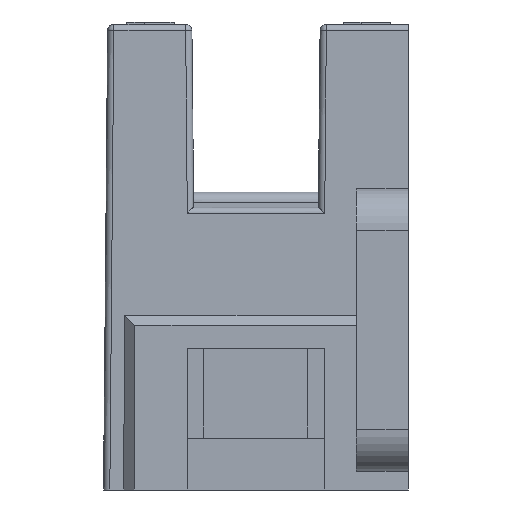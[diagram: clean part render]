
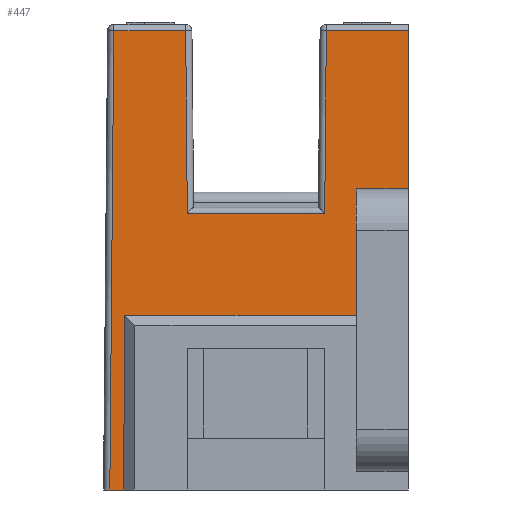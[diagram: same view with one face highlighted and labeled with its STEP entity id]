
A CAD part, front view. The second image highlights one B-rep face of the part: STEP entity #447.
In plain terms, the highlighted planar face has unit normal (0, -1, 0.009).
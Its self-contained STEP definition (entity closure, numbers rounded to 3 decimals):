
#447=ADVANCED_FACE('',(#735),#608,.T.);
#608=PLANE('',#3317);
#735=FACE_OUTER_BOUND('',#884,.T.);
#884=EDGE_LOOP('',(#1102,#1103,#1104,#1105,#1106,#1107,#1108,#1109,#1110,
#1111,#1112,#1113));
#1102=ORIENTED_EDGE('',*,*,#2208,.T.);
#1103=ORIENTED_EDGE('',*,*,#2209,.T.);
#1104=ORIENTED_EDGE('',*,*,#2210,.T.);
#1105=ORIENTED_EDGE('',*,*,#2211,.T.);
#1106=ORIENTED_EDGE('',*,*,#2212,.T.);
#1107=ORIENTED_EDGE('',*,*,#2213,.T.);
#1108=ORIENTED_EDGE('',*,*,#2214,.T.);
#1109=ORIENTED_EDGE('',*,*,#2215,.F.);
#1110=ORIENTED_EDGE('',*,*,#2216,.T.);
#1111=ORIENTED_EDGE('',*,*,#2183,.T.);
#1112=ORIENTED_EDGE('',*,*,#2217,.F.);
#1113=ORIENTED_EDGE('',*,*,#2218,.F.);
#1907=VERTEX_POINT('',#4361);
#1908=VERTEX_POINT('',#4363);
#1930=VERTEX_POINT('',#4416);
#1931=VERTEX_POINT('',#4417);
#1932=VERTEX_POINT('',#4419);
#1933=VERTEX_POINT('',#4421);
#1934=VERTEX_POINT('',#4423);
#1935=VERTEX_POINT('',#4425);
#1936=VERTEX_POINT('',#4427);
#1937=VERTEX_POINT('',#4429);
#1938=VERTEX_POINT('',#4431);
#1939=VERTEX_POINT('',#4434);
#2183=EDGE_CURVE('',#1908,#1907,#2601,.T.);
#2208=EDGE_CURVE('',#1930,#1931,#2626,.T.);
#2209=EDGE_CURVE('',#1931,#1932,#2627,.T.);
#2210=EDGE_CURVE('',#1932,#1933,#2628,.T.);
#2211=EDGE_CURVE('',#1933,#1934,#2629,.T.);
#2212=EDGE_CURVE('',#1934,#1935,#2630,.T.);
#2213=EDGE_CURVE('',#1935,#1936,#2631,.T.);
#2214=EDGE_CURVE('',#1936,#1937,#2632,.T.);
#2215=EDGE_CURVE('',#1938,#1937,#2633,.T.);
#2216=EDGE_CURVE('',#1938,#1908,#2634,.T.);
#2217=EDGE_CURVE('',#1939,#1907,#2635,.T.);
#2218=EDGE_CURVE('',#1930,#1939,#2636,.T.);
#2601=LINE('',#4362,#2963);
#2626=LINE('',#4415,#2988);
#2627=LINE('',#4418,#2989);
#2628=LINE('',#4420,#2990);
#2629=LINE('',#4422,#2991);
#2630=LINE('',#4424,#2992);
#2631=LINE('',#4426,#2993);
#2632=LINE('',#4428,#2994);
#2633=LINE('',#4430,#2995);
#2634=LINE('',#4432,#2996);
#2635=LINE('',#4433,#2997);
#2636=LINE('',#4435,#2998);
#2963=VECTOR('',#3551,1.);
#2988=VECTOR('',#3588,1.);
#2989=VECTOR('',#3589,1.);
#2990=VECTOR('',#3590,1.);
#2991=VECTOR('',#3591,1.);
#2992=VECTOR('',#3592,1.);
#2993=VECTOR('',#3593,1.);
#2994=VECTOR('',#3594,1.);
#2995=VECTOR('',#3595,1.);
#2996=VECTOR('',#3596,1.);
#2997=VECTOR('',#3597,1.);
#2998=VECTOR('',#3598,1.);
#3317=AXIS2_PLACEMENT_3D('',#4436,#3599,#3600);
#3551=DIRECTION('',(1.,0.,0.));
#3588=DIRECTION('',(0.,0.009,1.));
#3589=DIRECTION('',(-1.,0.,0.));
#3590=DIRECTION('',(-0.009,-0.009,-1.));
#3591=DIRECTION('',(-1.,0.,0.));
#3592=DIRECTION('',(-0.009,0.009,1.));
#3593=DIRECTION('',(-1.,0.,0.));
#3594=DIRECTION('',(-0.009,-0.009,-1.));
#3595=DIRECTION('',(-1.,0.,0.));
#3596=DIRECTION('',(0.005,0.009,1.));
#3597=DIRECTION('',(0.,-0.009,-1.));
#3598=DIRECTION('',(-1.,0.,0.));
#3599=DIRECTION('',(0.,-1.,0.009));
#3600=DIRECTION('',(0.,-0.009,-1.));
#4361=CARTESIAN_POINT('',(309.226,93.195,-86.113));
#4362=CARTESIAN_POINT('',(314.387,93.195,-86.113));
#4363=CARTESIAN_POINT('',(298.067,93.195,-86.113));
#4415=CARTESIAN_POINT('',(311.726,93.247,-80.2));
#4416=CARTESIAN_POINT('',(311.726,93.248,-80.03));
#4417=CARTESIAN_POINT('',(311.726,93.315,-72.427));
#4418=CARTESIAN_POINT('',(307.278,93.315,-72.427));
#4419=CARTESIAN_POINT('',(307.775,93.315,-72.427));
#4420=CARTESIAN_POINT('',(307.706,93.246,-80.312));
#4421=CARTESIAN_POINT('',(307.698,93.238,-81.227));
#4422=CARTESIAN_POINT('',(294.391,93.238,-81.227));
#4423=CARTESIAN_POINT('',(301.085,93.238,-81.227));
#4424=CARTESIAN_POINT('',(301.076,93.247,-80.137));
#4425=CARTESIAN_POINT('',(301.008,93.315,-72.427));
#4426=CARTESIAN_POINT('',(297.358,93.315,-72.427));
#4427=CARTESIAN_POINT('',(297.55,93.315,-72.427));
#4428=CARTESIAN_POINT('',(297.358,93.122,-94.533));
#4429=CARTESIAN_POINT('',(297.358,93.122,-94.53));
#4430=CARTESIAN_POINT('',(210.775,93.122,-94.53));
#4431=CARTESIAN_POINT('',(298.023,93.122,-94.53));
#4432=CARTESIAN_POINT('',(298.098,93.247,-80.219));
#4433=CARTESIAN_POINT('',(309.226,93.122,-94.526));
#4434=CARTESIAN_POINT('',(309.226,93.248,-80.03));
#4435=CARTESIAN_POINT('',(294.391,93.248,-80.03));
#4436=CARTESIAN_POINT('',(294.391,93.247,-80.2));
